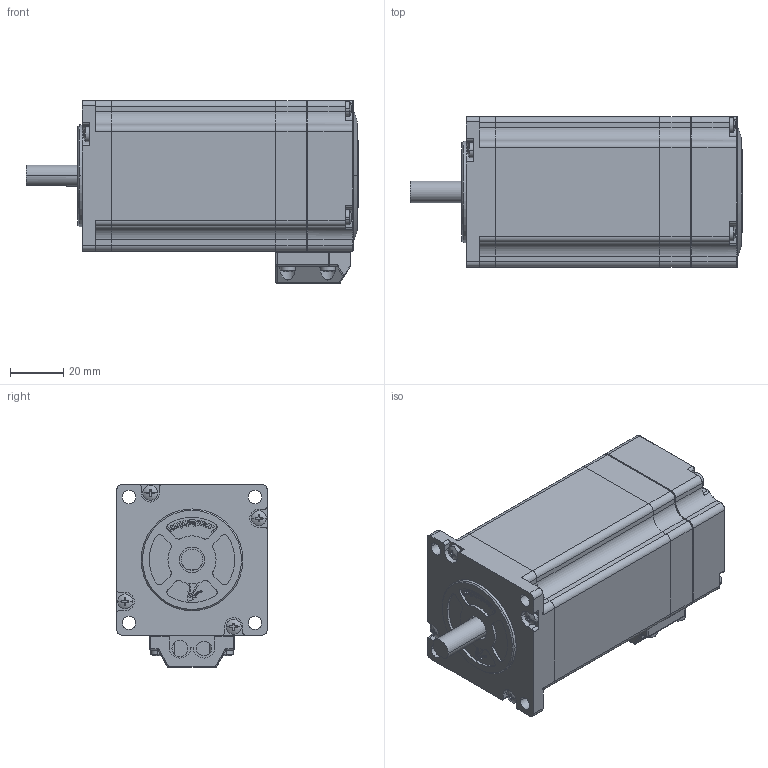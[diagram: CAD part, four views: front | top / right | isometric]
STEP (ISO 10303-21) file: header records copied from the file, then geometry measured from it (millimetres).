
FILE_DESCRIPTION (( 'STEP AP203' ), '1' );
FILE_NAME ('57CME26.STEP', '2017-10-25T03:16:17', ( '' ), ( '' ), 'SwSTEP 2.0', 'SolidWorks 2016', '' );
FILE_SCHEMA (( 'CONFIG_CONTROL_DESIGN' ));
Length unit declared in the file: millimetre
Products named in the file (1): 57CME26
Bounding box: 124.3 x 56.4 x 68.5 mm (x, y, z)
Volume: 141790.1 mm3; surface area: 101964.3 mm2
Topology: 32 solids, 32 shells, 3193 faces, 8383 edges, 5415 vertices
Faces by surface type: plane 1460, cylinder 994, bspline 406, cone 257, sphere 46, torus 30
Entity records: 109398 total; most frequent: CARTESIAN_POINT 31542, ORIENTED_EDGE 16750, DIRECTION 15380, EDGE_CURVE 8375, VERTEX_POINT 5415, AXIS2_PLACEMENT_3D 5225, LINE 4930, VECTOR 4930
